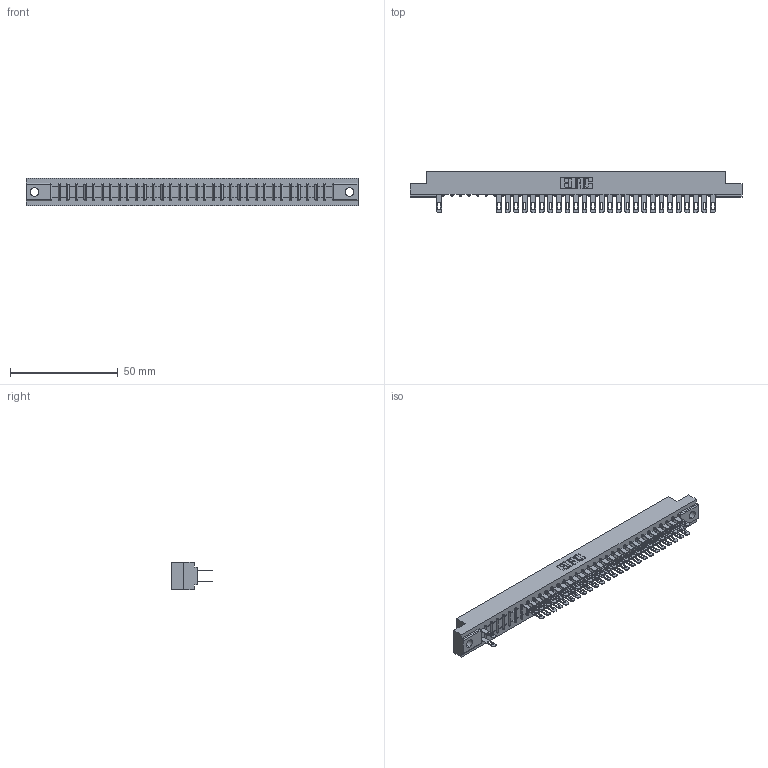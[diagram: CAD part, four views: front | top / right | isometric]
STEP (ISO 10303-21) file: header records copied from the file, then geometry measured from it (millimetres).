
FILE_DESCRIPTION (( 'STEP AP203' ), '1' );
FILE_NAME ('307-066-500-202.STEP', '2018-08-06T10:43:23', ( '' ), ( '' ), 'SwSTEP 2.0', 'SolidWorks 2016', '' );
FILE_SCHEMA (( 'CONFIG_CONTROL_DESIGN' ));
Length unit declared in the file: inch
Products named in the file (3): 307-066-500-202; 307 Part_.128 Dia Mounting Holes; 307-290-001_500
Assembly tree (54 placements, depth 2):
  307-066-500-202
    307 Part_.128 Dia Mounting Holes
    307-290-001_500  x53
Bounding box: 153.77 x 19.18 x 12.7 mm (x, y, z)
Volume: 16183.7 mm3; surface area: 19159.9 mm2
Topology: 54 solids, 54 shells, 2720 faces, 7629 edges, 4922 vertices
Faces by surface type: plane 1738, cylinder 914, sphere 68
Entity records: 30016 total; most frequent: CARTESIAN_POINT 4964, ORIENTED_EDGE 4930, DIRECTION 4855, EDGE_CURVE 2465, VECTOR 1885, LINE 1885, VERTEX_POINT 1594, AXIS2_PLACEMENT_3D 1485
